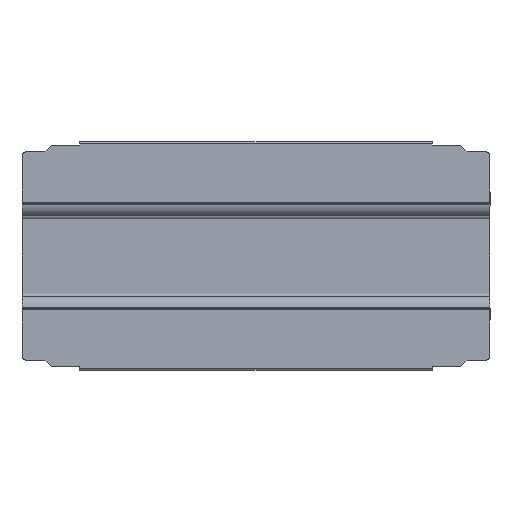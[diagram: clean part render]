
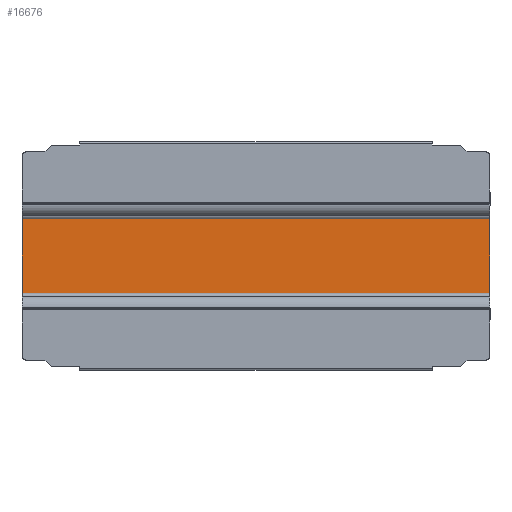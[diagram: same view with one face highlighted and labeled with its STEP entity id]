
A CAD part, front view. The second image highlights one B-rep face of the part: STEP entity #16676.
In plain terms, the highlighted planar face has unit normal (0, -1, 0).
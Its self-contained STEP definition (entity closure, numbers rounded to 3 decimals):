
#571 = CARTESIAN_POINT ( 'NONE',  ( -29.55, 5.5, -4.3 ) ) ;
#576 = CARTESIAN_POINT ( 'NONE',  ( -29.55, 5.5, 4.3 ) ) ;
#671 = CARTESIAN_POINT ( 'NONE',  ( -70.45, 5.5, -4.3 ) ) ;
#672 = CARTESIAN_POINT ( 'NONE',  ( -70.45, 5.5, 4.3 ) ) ;
#1242 = CARTESIAN_POINT ( 'NONE',  ( -26.75, 5.5, 0. ) ) ;
#1243 = PLANE ( 'NONE',  #1553 ) ;
#1245 = DIRECTION ( 'NONE',  ( 0., 1., 0. ) ) ;
#1246 = DIRECTION ( 'NONE',  ( 0., 0., 1. ) ) ;
#1553 = AXIS2_PLACEMENT_3D ( 'NONE', #1242, #1245, #1246 ) ;
#1842 = CARTESIAN_POINT ( 'NONE',  ( -70.45, 5.5, 4.3 ) ) ;
#1843 = DIRECTION ( 'NONE',  ( -1., 0., 0. ) ) ;
#1906 = CARTESIAN_POINT ( 'NONE',  ( -29.55, 5.5, -4.3 ) ) ;
#1908 = DIRECTION ( 'NONE',  ( 1., 0., 0. ) ) ;
#2137 = FACE_OUTER_BOUND ( 'NONE', #12932, .T. ) ;
#4221 = CARTESIAN_POINT ( 'NONE',  ( -29.55, 5.5, -4.5 ) ) ;
#4222 = DIRECTION ( 'NONE',  ( 0., 0., 1. ) ) ;
#4292 = LINE ( 'NONE', #4221, #4295 ) ;
#4295 = VECTOR ( 'NONE', #4222, 1000. ) ;
#4364 = LINE ( 'NONE', #23637, #4399 ) ;
#4399 = VECTOR ( 'NONE', #23638, 1000. ) ;
#4751 = VECTOR ( 'NONE', #1843, 1000. ) ;
#4754 = LINE ( 'NONE', #1842, #4751 ) ;
#4774 = LINE ( 'NONE', #1906, #4781 ) ;
#4781 = VECTOR ( 'NONE', #1908, 1000. ) ;
#5267 = ORIENTED_EDGE ( 'NONE', *, *, #20416, .T. ) ;
#5268 = ORIENTED_EDGE ( 'NONE', *, *, #20773, .T. ) ;
#5269 = ORIENTED_EDGE ( 'NONE', *, *, #20317, .T. ) ;
#5270 = ORIENTED_EDGE ( 'NONE', *, *, #20756, .T. ) ;
#12932 = EDGE_LOOP ( 'NONE', ( #5267, #5268, #5269, #5270 ) ) ;
#14702 = VERTEX_POINT ( 'NONE', #576 ) ;
#14703 = VERTEX_POINT ( 'NONE', #571 ) ;
#14798 = VERTEX_POINT ( 'NONE', #671 ) ;
#14799 = VERTEX_POINT ( 'NONE', #672 ) ;
#16676 = ADVANCED_FACE ( 'NONE', ( #2137 ), #1243, .F. ) ;
#20317 = EDGE_CURVE ( 'NONE', #14703, #14702, #4292, .T. ) ;
#20416 = EDGE_CURVE ( 'NONE', #14799, #14798, #4364, .T. ) ;
#20756 = EDGE_CURVE ( 'NONE', #14702, #14799, #4754, .T. ) ;
#20773 = EDGE_CURVE ( 'NONE', #14798, #14703, #4774, .T. ) ;
#23637 = CARTESIAN_POINT ( 'NONE',  ( -70.45, 5.5, -4.5 ) ) ;
#23638 = DIRECTION ( 'NONE',  ( 0., 0., -1. ) ) ;
